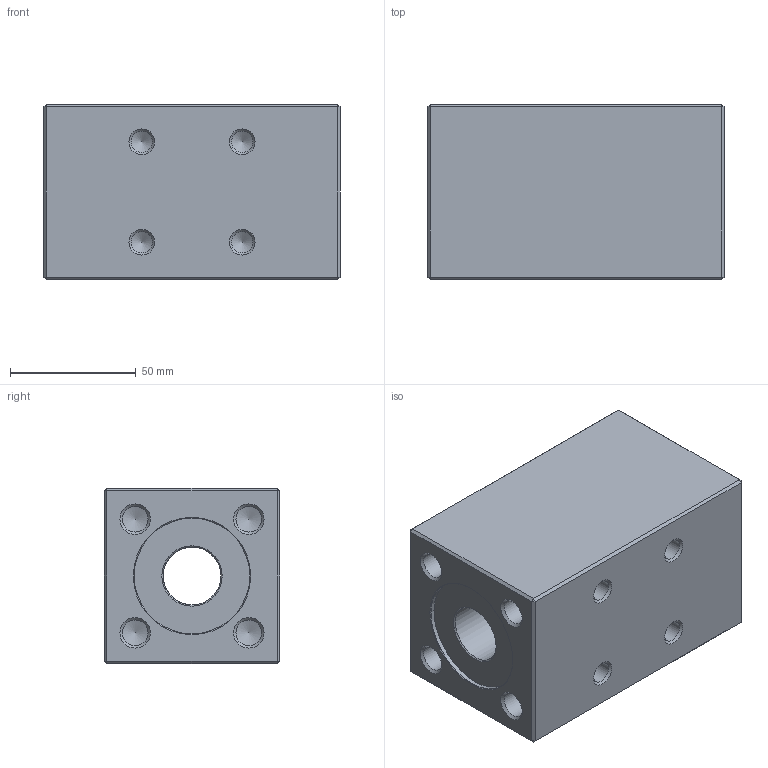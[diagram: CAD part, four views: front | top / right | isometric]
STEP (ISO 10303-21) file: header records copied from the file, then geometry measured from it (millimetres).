
FILE_DESCRIPTION(/* description */ (''),/* implementation_level */ '2;1');
FILE_NAME(/* name */ 'X-FV020-4.stp',/* time_stamp */ '2025-01-15T13:14:20+01:00',/* author */ (''),/* organization */ (''),/* preprocessor_version */ 'ST-DEVELOPER v16',/* originating_system */ 'SIEMENS PLM Software NX 10.0',/* authorisation */ '');
FILE_SCHEMA (('AP203_CONFIGURATION_CONTROLLED_3D_DESIGN_OF_MECHANICAL_PARTS_AND_ASSEMBLIES_MIM_LF { 1 0 10303 403 2 1 2}'));
Length unit declared in the file: millimetre
Products named in the file (1): nwer36809CEC4pot
Bounding box: 118 x 70 x 70 mm (x, y, z)
Volume: 480290.5 mm3; surface area: 62978 mm2
Topology: 1 solids, 1 shells, 90 faces, 214 edges, 129 vertices
Faces by surface type: cone 38, plane 31, cylinder 21
Full cylindrical faces by diameter (mm): 8.5 x4, 10.2 x12, 23 x2, 46.08 x3
Entity records: 2084 total; most frequent: DIRECTION 366, CARTESIAN_POINT 315, ORIENTED_EDGE 234, AXIS2_PLACEMENT_3D 158, EDGE_LOOP 156, FACE_BOUND 148, EDGE_CURVE 117, VERTEX_POINT 107
